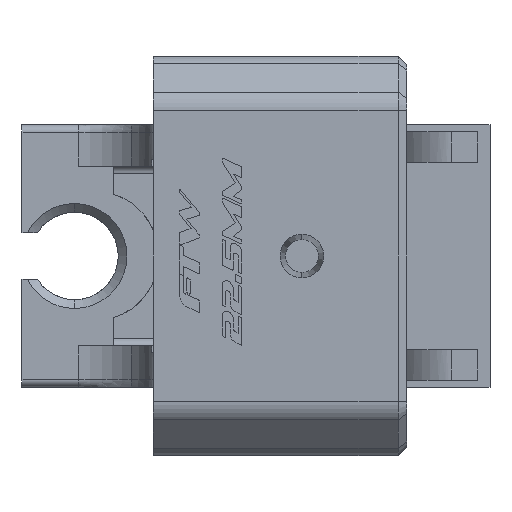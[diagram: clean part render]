
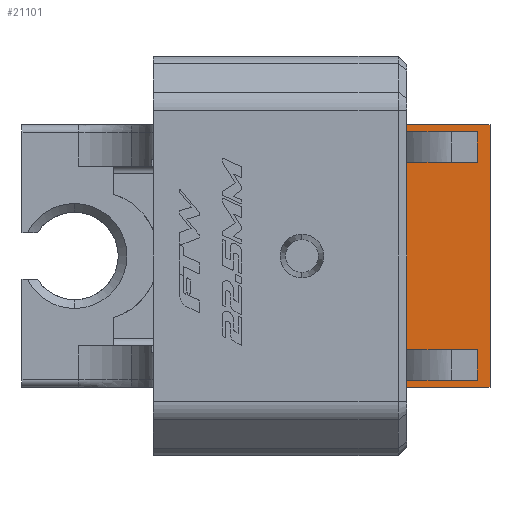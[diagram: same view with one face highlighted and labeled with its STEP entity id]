
A CAD part, left-side view. The second image highlights one B-rep face of the part: STEP entity #21101.
In plain terms, the highlighted planar face has unit normal (-1, 0, 0).
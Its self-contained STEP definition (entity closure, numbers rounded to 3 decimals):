
#42 = EDGE_CURVE ( 'NONE', #15086, #4230, #16959, .T. ) ;
#143 = AXIS2_PLACEMENT_3D ( 'NONE', #9370, #24003, #3454 ) ;
#146 = VERTEX_POINT ( 'NONE', #24832 ) ;
#572 = ORIENTED_EDGE ( 'NONE', *, *, #34602, .T. ) ;
#632 = VERTEX_POINT ( 'NONE', #13052 ) ;
#980 = LINE ( 'NONE', #24881, #29106 ) ;
#2180 = CARTESIAN_POINT ( 'NONE',  ( 7.5, -10.043, 0. ) ) ;
#2284 = ORIENTED_EDGE ( 'NONE', *, *, #6963, .F. ) ;
#2518 = VECTOR ( 'NONE', #32183, 1000. ) ;
#2528 = DIRECTION ( 'NONE',  ( 0., 0., 1. ) ) ;
#3057 = ORIENTED_EDGE ( 'NONE', *, *, #27373, .F. ) ;
#3228 = VERTEX_POINT ( 'NONE', #3652 ) ;
#3448 = FACE_OUTER_BOUND ( 'NONE', #9018, .T. ) ;
#3454 = DIRECTION ( 'NONE',  ( 0., 0., 1. ) ) ;
#3605 = LINE ( 'NONE', #25541, #4827 ) ;
#3652 = CARTESIAN_POINT ( 'NONE',  ( 7.5, -10.043, 10.7 ) ) ;
#3896 = LINE ( 'NONE', #9432, #6289 ) ;
#4230 = VERTEX_POINT ( 'NONE', #21704 ) ;
#4827 = VECTOR ( 'NONE', #9923, 1000. ) ;
#4959 = EDGE_CURVE ( 'NONE', #30595, #3228, #25687, .T. ) ;
#5367 = DIRECTION ( 'NONE',  ( 0., 1., 0. ) ) ;
#5761 = DIRECTION ( 'NONE',  ( 0., -1., 0. ) ) ;
#6203 = PLANE ( 'NONE',  #143 ) ;
#6234 = DIRECTION ( 'NONE',  ( 0., 1., 0. ) ) ;
#6289 = VECTOR ( 'NONE', #27596, 1000. ) ;
#6346 = VECTOR ( 'NONE', #5367, 1000. ) ;
#6721 = CARTESIAN_POINT ( 'NONE',  ( 7.5, -11.5, -15. ) ) ;
#6963 = EDGE_CURVE ( 'NONE', #11782, #34636, #9598, .T. ) ;
#8920 = ORIENTED_EDGE ( 'NONE', *, *, #29878, .T. ) ;
#9018 = EDGE_LOOP ( 'NONE', ( #572, #9275, #28609, #3057, #30468, #33400, #25062, #31966, #2284, #8920, #21729, #29631 ) ) ;
#9275 = ORIENTED_EDGE ( 'NONE', *, *, #17664, .F. ) ;
#9370 = CARTESIAN_POINT ( 'NONE',  ( 7.5, -41.626, 0. ) ) ;
#9432 = CARTESIAN_POINT ( 'NONE',  ( 7.5, -2., 0. ) ) ;
#9598 = LINE ( 'NONE', #35881, #32577 ) ;
#9923 = DIRECTION ( 'NONE',  ( 0., 0., 1. ) ) ;
#10681 = DIRECTION ( 'NONE',  ( 0., 0., -1. ) ) ;
#11290 = LINE ( 'NONE', #23944, #16883 ) ;
#11782 = VERTEX_POINT ( 'NONE', #32784 ) ;
#11970 = LINE ( 'NONE', #24216, #20259 ) ;
#13052 = CARTESIAN_POINT ( 'NONE',  ( 7.5, -2., 15. ) ) ;
#13547 = LINE ( 'NONE', #34833, #14675 ) ;
#14089 = CARTESIAN_POINT ( 'NONE',  ( 7.5, -41.626, -15. ) ) ;
#14675 = VECTOR ( 'NONE', #20217, 1000. ) ;
#14887 = EDGE_CURVE ( 'NONE', #15086, #35785, #32439, .T. ) ;
#15086 = VERTEX_POINT ( 'NONE', #6721 ) ;
#15770 = CARTESIAN_POINT ( 'NONE',  ( 7.5, -2., -10.7 ) ) ;
#16883 = VECTOR ( 'NONE', #5761, 1000. ) ;
#16959 = LINE ( 'NONE', #35114, #31746 ) ;
#17664 = EDGE_CURVE ( 'NONE', #25170, #146, #3605, .T. ) ;
#19029 = EDGE_CURVE ( 'NONE', #22914, #25170, #11290, .T. ) ;
#19368 = DIRECTION ( 'NONE',  ( 0., -1., 0. ) ) ;
#19535 = DIRECTION ( 'NONE',  ( 0., 1., 0. ) ) ;
#20217 = DIRECTION ( 'NONE',  ( 0., -1., 0. ) ) ;
#20259 = VECTOR ( 'NONE', #24018, 1000. ) ;
#20798 = CARTESIAN_POINT ( 'NONE',  ( 7.5, -2., 10.7 ) ) ;
#21101 = ADVANCED_FACE ( 'NONE', ( #3448 ), #6203, .T. ) ;
#21517 = CARTESIAN_POINT ( 'NONE',  ( 7.5, -10.043, -14.2 ) ) ;
#21697 = CARTESIAN_POINT ( 'NONE',  ( 7.5, -2., -14.2 ) ) ;
#21704 = CARTESIAN_POINT ( 'NONE',  ( 7.5, -11.5, 15. ) ) ;
#21729 = ORIENTED_EDGE ( 'NONE', *, *, #4959, .F. ) ;
#22914 = VERTEX_POINT ( 'NONE', #21697 ) ;
#23944 = CARTESIAN_POINT ( 'NONE',  ( 7.5, -41.626, -14.2 ) ) ;
#24003 = DIRECTION ( 'NONE',  ( -1., 0., 0. ) ) ;
#24018 = DIRECTION ( 'NONE',  ( 0., 0., 1. ) ) ;
#24216 = CARTESIAN_POINT ( 'NONE',  ( 7.5, -2., 0. ) ) ;
#24832 = CARTESIAN_POINT ( 'NONE',  ( 7.5, -10.043, -10.7 ) ) ;
#24881 = CARTESIAN_POINT ( 'NONE',  ( 7.5, -41.626, 15. ) ) ;
#25062 = ORIENTED_EDGE ( 'NONE', *, *, #33088, .T. ) ;
#25170 = VERTEX_POINT ( 'NONE', #21517 ) ;
#25541 = CARTESIAN_POINT ( 'NONE',  ( 7.5, -10.043, 0. ) ) ;
#25687 = LINE ( 'NONE', #34390, #29266 ) ;
#27373 = EDGE_CURVE ( 'NONE', #35785, #22914, #3896, .T. ) ;
#27596 = DIRECTION ( 'NONE',  ( 0., 0., 1. ) ) ;
#28087 = EDGE_CURVE ( 'NONE', #34636, #632, #34026, .T. ) ;
#28609 = ORIENTED_EDGE ( 'NONE', *, *, #19029, .F. ) ;
#29106 = VECTOR ( 'NONE', #19535, 1000. ) ;
#29266 = VECTOR ( 'NONE', #19368, 1000. ) ;
#29631 = ORIENTED_EDGE ( 'NONE', *, *, #32710, .F. ) ;
#29878 = EDGE_CURVE ( 'NONE', #11782, #3228, #37737, .T. ) ;
#30468 = ORIENTED_EDGE ( 'NONE', *, *, #14887, .F. ) ;
#30595 = VERTEX_POINT ( 'NONE', #20798 ) ;
#31072 = CARTESIAN_POINT ( 'NONE',  ( 7.5, -2., 0. ) ) ;
#31746 = VECTOR ( 'NONE', #2528, 1000. ) ;
#31828 = CARTESIAN_POINT ( 'NONE',  ( 7.5, -2., -15. ) ) ;
#31966 = ORIENTED_EDGE ( 'NONE', *, *, #28087, .F. ) ;
#32183 = DIRECTION ( 'NONE',  ( 0., 0., 1. ) ) ;
#32439 = LINE ( 'NONE', #14089, #6346 ) ;
#32465 = VERTEX_POINT ( 'NONE', #15770 ) ;
#32577 = VECTOR ( 'NONE', #6234, 1000. ) ;
#32657 = CARTESIAN_POINT ( 'NONE',  ( 7.5, -2., 14.2 ) ) ;
#32710 = EDGE_CURVE ( 'NONE', #32465, #30595, #11970, .T. ) ;
#32769 = VECTOR ( 'NONE', #10681, 1000. ) ;
#32784 = CARTESIAN_POINT ( 'NONE',  ( 7.5, -10.043, 14.2 ) ) ;
#33088 = EDGE_CURVE ( 'NONE', #4230, #632, #980, .T. ) ;
#33400 = ORIENTED_EDGE ( 'NONE', *, *, #42, .T. ) ;
#34026 = LINE ( 'NONE', #31072, #2518 ) ;
#34390 = CARTESIAN_POINT ( 'NONE',  ( 7.5, 0., 10.7 ) ) ;
#34602 = EDGE_CURVE ( 'NONE', #32465, #146, #13547, .T. ) ;
#34636 = VERTEX_POINT ( 'NONE', #32657 ) ;
#34833 = CARTESIAN_POINT ( 'NONE',  ( 7.5, 0., -10.7 ) ) ;
#35114 = CARTESIAN_POINT ( 'NONE',  ( 7.5, -11.5, 0. ) ) ;
#35785 = VERTEX_POINT ( 'NONE', #31828 ) ;
#35881 = CARTESIAN_POINT ( 'NONE',  ( 7.5, -41.626, 14.2 ) ) ;
#37737 = LINE ( 'NONE', #2180, #32769 ) ;
